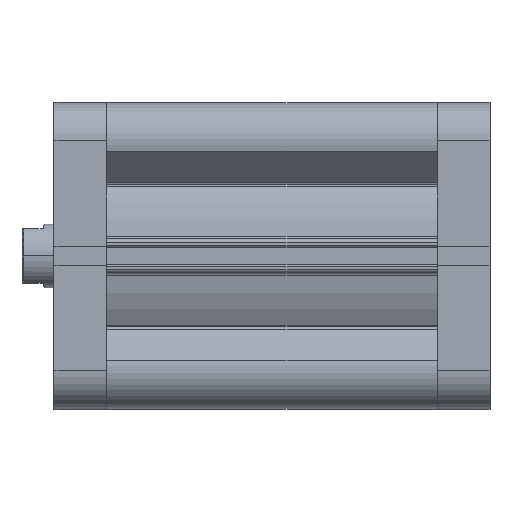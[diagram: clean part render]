
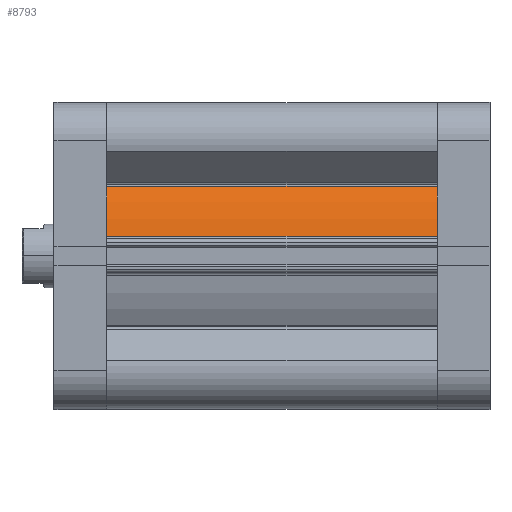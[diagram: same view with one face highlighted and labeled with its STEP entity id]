
A CAD part, top view. The second image highlights one B-rep face of the part: STEP entity #8793.
In plain terms, the highlighted cylindrical face has radius 43.5 mm (diameter 87 mm), a partial arc.
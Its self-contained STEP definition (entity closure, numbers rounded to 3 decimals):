
#59 = EDGE_LOOP ( 'NONE', ( #327, #326, #325, #324 ) ) ;
#324 = ORIENTED_EDGE ( 'NONE', *, *, #1938, .T. ) ;
#325 = ORIENTED_EDGE ( 'NONE', *, *, #1983, .T. ) ;
#326 = ORIENTED_EDGE ( 'NONE', *, *, #1956, .T. ) ;
#327 = ORIENTED_EDGE ( 'NONE', *, *, #1945, .F. ) ;
#1938 = EDGE_CURVE ( 'NONE', #7756, #7754, #4271, .T. ) ;
#1945 = EDGE_CURVE ( 'NONE', #7753, #7754, #4285, .T. ) ;
#1956 = EDGE_CURVE ( 'NONE', #7753, #7755, #4300, .T. ) ;
#1983 = EDGE_CURVE ( 'NONE', #7755, #7756, #4345, .T. ) ;
#2323 = AXIS2_PLACEMENT_3D ( 'NONE', #5482, #5490, #5491 ) ;
#2334 = AXIS2_PLACEMENT_3D ( 'NONE', #5580, #5582, #5583 ) ;
#2456 = AXIS2_PLACEMENT_3D ( 'NONE', #10028, #10027, #10026 ) ;
#4271 = LINE ( 'NONE', #5472, #4272 ) ;
#4272 = VECTOR ( 'NONE', #5473, 1000. ) ;
#4285 = CIRCLE ( 'NONE', #2323, 43.5 ) ;
#4300 = LINE ( 'NONE', #5514, #4301 ) ;
#4301 = VECTOR ( 'NONE', #5515, 1000. ) ;
#4345 = CIRCLE ( 'NONE', #2334, 43.5 ) ;
#4800 = FACE_OUTER_BOUND ( 'NONE', #59, .T. ) ;
#4803 = CYLINDRICAL_SURFACE ( 'NONE', #2456, 43.5 ) ;
#5472 = CARTESIAN_POINT ( 'NONE',  ( 37.663, 21.765, 103.5 ) ) ;
#5473 = DIRECTION ( 'NONE',  ( 0., 0., 1. ) ) ;
#5482 = CARTESIAN_POINT ( 'NONE',  ( 0., 0., 103.5 ) ) ;
#5490 = DIRECTION ( 'NONE',  ( 0., 0., 1. ) ) ;
#5491 = DIRECTION ( 'NONE',  ( 1., 0., 0. ) ) ;
#5514 = CARTESIAN_POINT ( 'NONE',  ( 43.069, 6.11, 103.5 ) ) ;
#5515 = DIRECTION ( 'NONE',  ( 0., 0., -1. ) ) ;
#5580 = CARTESIAN_POINT ( 'NONE',  ( 0., 0., 0. ) ) ;
#5582 = DIRECTION ( 'NONE',  ( 0., 0., 1. ) ) ;
#5583 = DIRECTION ( 'NONE',  ( 1., 0., 0. ) ) ;
#7753 = VERTEX_POINT ( 'NONE', #9598 ) ;
#7754 = VERTEX_POINT ( 'NONE', #9599 ) ;
#7755 = VERTEX_POINT ( 'NONE', #9600 ) ;
#7756 = VERTEX_POINT ( 'NONE', #9601 ) ;
#8793 = ADVANCED_FACE ( 'NONE', ( #4800 ), #4803, .T. ) ;
#9598 = CARTESIAN_POINT ( 'NONE',  ( 43.069, 6.11, 103.5 ) ) ;
#9599 = CARTESIAN_POINT ( 'NONE',  ( 37.663, 21.765, 103.5 ) ) ;
#9600 = CARTESIAN_POINT ( 'NONE',  ( 43.069, 6.11, 0. ) ) ;
#9601 = CARTESIAN_POINT ( 'NONE',  ( 37.663, 21.765, 0. ) ) ;
#10026 = DIRECTION ( 'NONE',  ( -1., 0., 0. ) ) ;
#10027 = DIRECTION ( 'NONE',  ( 0., 0., -1. ) ) ;
#10028 = CARTESIAN_POINT ( 'NONE',  ( 0., 0., 103.5 ) ) ;
